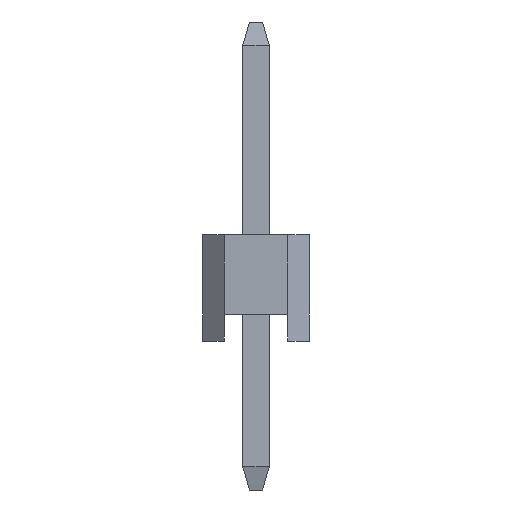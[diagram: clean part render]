
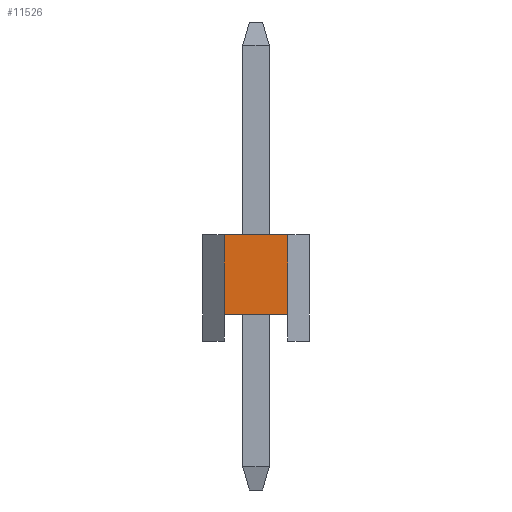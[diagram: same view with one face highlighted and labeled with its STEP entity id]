
A CAD part, front view. The second image highlights one B-rep face of the part: STEP entity #11526.
In plain terms, the highlighted planar face has unit normal (0, -1, 0).
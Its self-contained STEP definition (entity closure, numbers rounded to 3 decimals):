
#55 = PLANE('',#56);
#56 = AXIS2_PLACEMENT_3D('',#57,#58,#59);
#57 = CARTESIAN_POINT('',(0.,-9.995,2.));
#58 = DIRECTION('',(0.,0.,1.));
#59 = DIRECTION('',(0.,1.,0.));
#332 = PLANE('',#333);
#333 = AXIS2_PLACEMENT_3D('',#334,#335,#336);
#334 = CARTESIAN_POINT('',(0.,-8.995,0.5));
#335 = DIRECTION('',(0.,0.,1.));
#336 = DIRECTION('',(0.,1.,0.));
#6490 = VERTEX_POINT('',#6491);
#6491 = CARTESIAN_POINT('',(0.6,-10.97,0.5));
#6505 = PLANE('',#6506);
#6506 = AXIS2_PLACEMENT_3D('',#6507,#6508,#6509);
#6507 = CARTESIAN_POINT('',(0.8,-10.783,0.)
  );
#6508 = DIRECTION('',(0.684,-0.73,0.
    ));
#6509 = DIRECTION('',(0.73,0.684,0.)
  );
#7497 = VERTEX_POINT('',#7498);
#7498 = CARTESIAN_POINT('',(-0.6,-10.97,0.5));
#7535 = PLANE('',#7536);
#7536 = AXIS2_PLACEMENT_3D('',#7537,#7538,#7539);
#7537 = CARTESIAN_POINT('',(-0.8,-10.783,0.
    ));
#7538 = DIRECTION('',(-0.684,-0.73,0.
    ));
#7539 = DIRECTION('',(0.73,-0.684,0.
    ));
#7918 = EDGE_CURVE('',#7497,#6490,#7919,.T.);
#7919 = SURFACE_CURVE('',#7920,(#7924,#7931),.PCURVE_S1.);
#7920 = LINE('',#7921,#7922);
#7921 = CARTESIAN_POINT('',(0.,-10.97,0.5));
#7922 = VECTOR('',#7923,1.);
#7923 = DIRECTION('',(1.,0.,0.));
#7924 = PCURVE('',#332,#7925);
#7925 = DEFINITIONAL_REPRESENTATION('',(#7926),#7930);
#7926 = LINE('',#7927,#7928);
#7927 = CARTESIAN_POINT('',(-1.975,0.));
#7928 = VECTOR('',#7929,1.);
#7929 = DIRECTION('',(0.,-1.));
#7930 = ( GEOMETRIC_REPRESENTATION_CONTEXT(2) 
PARAMETRIC_REPRESENTATION_CONTEXT() REPRESENTATION_CONTEXT('2D SPACE',''
  ) );
#7931 = PCURVE('',#7932,#7937);
#7932 = PLANE('',#7933);
#7933 = AXIS2_PLACEMENT_3D('',#7934,#7935,#7936);
#7934 = CARTESIAN_POINT('',(0.,-10.97,
    0.));
#7935 = DIRECTION('',(0.,-1.,0.));
#7936 = DIRECTION('',(1.,0.,0.));
#7937 = DEFINITIONAL_REPRESENTATION('',(#7938),#7942);
#7938 = LINE('',#7939,#7940);
#7939 = CARTESIAN_POINT('',(0.,0.5));
#7940 = VECTOR('',#7941,1.);
#7941 = DIRECTION('',(1.,0.));
#7942 = ( GEOMETRIC_REPRESENTATION_CONTEXT(2) 
PARAMETRIC_REPRESENTATION_CONTEXT() REPRESENTATION_CONTEXT('2D SPACE',''
  ) );
#10212 = VERTEX_POINT('',#10213);
#10213 = CARTESIAN_POINT('',(-0.6,-10.97,2.));
#10234 = EDGE_CURVE('',#10235,#10212,#10237,.T.);
#10235 = VERTEX_POINT('',#10236);
#10236 = CARTESIAN_POINT('',(0.6,-10.97,2.));
#10237 = SURFACE_CURVE('',#10238,(#10242,#10249),.PCURVE_S1.);
#10238 = LINE('',#10239,#10240);
#10239 = CARTESIAN_POINT('',(0.6,-10.97,2.));
#10240 = VECTOR('',#10241,1.);
#10241 = DIRECTION('',(-1.,0.,0.));
#10242 = PCURVE('',#55,#10243);
#10243 = DEFINITIONAL_REPRESENTATION('',(#10244),#10248);
#10244 = LINE('',#10245,#10246);
#10245 = CARTESIAN_POINT('',(-0.975,-0.6));
#10246 = VECTOR('',#10247,1.);
#10247 = DIRECTION('',(0.,1.));
#10248 = ( GEOMETRIC_REPRESENTATION_CONTEXT(2) 
PARAMETRIC_REPRESENTATION_CONTEXT() REPRESENTATION_CONTEXT('2D SPACE',''
  ) );
#10249 = PCURVE('',#7932,#10250);
#10250 = DEFINITIONAL_REPRESENTATION('',(#10251),#10255);
#10251 = LINE('',#10252,#10253);
#10252 = CARTESIAN_POINT('',(0.6,2.));
#10253 = VECTOR('',#10254,1.);
#10254 = DIRECTION('',(-1.,0.));
#10255 = ( GEOMETRIC_REPRESENTATION_CONTEXT(2) 
PARAMETRIC_REPRESENTATION_CONTEXT() REPRESENTATION_CONTEXT('2D SPACE',''
  ) );
#11388 = EDGE_CURVE('',#7497,#10212,#11389,.T.);
#11389 = SURFACE_CURVE('',#11390,(#11394,#11401),.PCURVE_S1.);
#11390 = LINE('',#11391,#11392);
#11391 = CARTESIAN_POINT('',(-0.6,-10.97,0.)
  );
#11392 = VECTOR('',#11393,1.);
#11393 = DIRECTION('',(0.,0.,1.));
#11394 = PCURVE('',#7535,#11395);
#11395 = DEFINITIONAL_REPRESENTATION('',(#11396),#11400);
#11396 = LINE('',#11397,#11398);
#11397 = CARTESIAN_POINT('',(0.274,0.));
#11398 = VECTOR('',#11399,1.);
#11399 = DIRECTION('',(0.,1.));
#11400 = ( GEOMETRIC_REPRESENTATION_CONTEXT(2) 
PARAMETRIC_REPRESENTATION_CONTEXT() REPRESENTATION_CONTEXT('2D SPACE',''
  ) );
#11401 = PCURVE('',#7932,#11402);
#11402 = DEFINITIONAL_REPRESENTATION('',(#11403),#11407);
#11403 = LINE('',#11404,#11405);
#11404 = CARTESIAN_POINT('',(-0.6,0.));
#11405 = VECTOR('',#11406,1.);
#11406 = DIRECTION('',(0.,1.));
#11407 = ( GEOMETRIC_REPRESENTATION_CONTEXT(2) 
PARAMETRIC_REPRESENTATION_CONTEXT() REPRESENTATION_CONTEXT('2D SPACE',''
  ) );
#11503 = EDGE_CURVE('',#6490,#10235,#11504,.T.);
#11504 = SURFACE_CURVE('',#11505,(#11509,#11516),.PCURVE_S1.);
#11505 = LINE('',#11506,#11507);
#11506 = CARTESIAN_POINT('',(0.6,-10.97,0.)
  );
#11507 = VECTOR('',#11508,1.);
#11508 = DIRECTION('',(0.,0.,1.));
#11509 = PCURVE('',#6505,#11510);
#11510 = DEFINITIONAL_REPRESENTATION('',(#11511),#11515);
#11511 = LINE('',#11512,#11513);
#11512 = CARTESIAN_POINT('',(-0.274,0.));
#11513 = VECTOR('',#11514,1.);
#11514 = DIRECTION('',(0.,1.));
#11515 = ( GEOMETRIC_REPRESENTATION_CONTEXT(2) 
PARAMETRIC_REPRESENTATION_CONTEXT() REPRESENTATION_CONTEXT('2D SPACE',''
  ) );
#11516 = PCURVE('',#7932,#11517);
#11517 = DEFINITIONAL_REPRESENTATION('',(#11518),#11522);
#11518 = LINE('',#11519,#11520);
#11519 = CARTESIAN_POINT('',(0.6,0.));
#11520 = VECTOR('',#11521,1.);
#11521 = DIRECTION('',(0.,1.));
#11522 = ( GEOMETRIC_REPRESENTATION_CONTEXT(2) 
PARAMETRIC_REPRESENTATION_CONTEXT() REPRESENTATION_CONTEXT('2D SPACE',''
  ) );
#11526 = ADVANCED_FACE('',(#11527),#7932,.T.);
#11527 = FACE_BOUND('',#11528,.T.);
#11528 = EDGE_LOOP('',(#11529,#11530,#11531,#11532));
#11529 = ORIENTED_EDGE('',*,*,#7918,.T.);
#11530 = ORIENTED_EDGE('',*,*,#11503,.T.);
#11531 = ORIENTED_EDGE('',*,*,#10234,.T.);
#11532 = ORIENTED_EDGE('',*,*,#11388,.F.);
